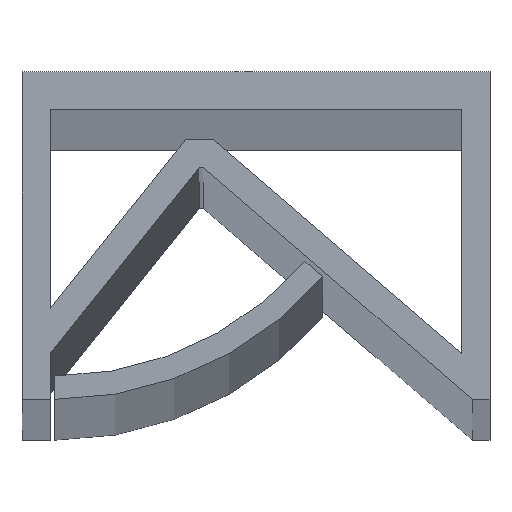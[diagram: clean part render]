
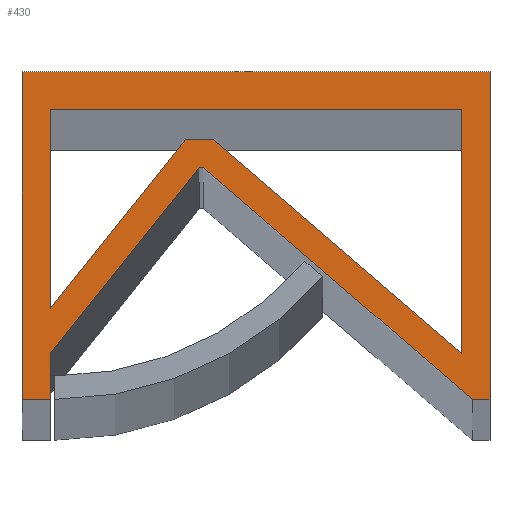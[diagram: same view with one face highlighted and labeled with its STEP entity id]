
A CAD part, top view. The second image highlights one B-rep face of the part: STEP entity #430.
In plain terms, the highlighted planar face has unit normal (0, 0, 1).
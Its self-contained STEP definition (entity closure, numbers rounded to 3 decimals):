
#15=FACE_BOUND('',#70,.T.);
#46=FACE_OUTER_BOUND('',#69,.T.);
#69=EDGE_LOOP('',(#358,#359,#360,#361,#362,#363,#364,#365,#366));
#70=EDGE_LOOP('',(#367,#368,#369,#370,#371,#372));
#83=LINE('',#617,#136);
#86=LINE('',#623,#139);
#89=LINE('',#629,#142);
#92=LINE('',#635,#145);
#95=LINE('',#641,#148);
#98=LINE('',#645,#151);
#101=LINE('',#653,#154);
#104=LINE('',#659,#157);
#107=LINE('',#665,#160);
#110=LINE('',#671,#163);
#113=LINE('',#677,#166);
#116=LINE('',#683,#169);
#119=LINE('',#689,#172);
#122=LINE('',#695,#175);
#125=LINE('',#699,#178);
#136=VECTOR('',#508,10.);
#139=VECTOR('',#513,10.);
#142=VECTOR('',#518,10.);
#145=VECTOR('',#523,10.);
#148=VECTOR('',#528,10.);
#151=VECTOR('',#533,10.);
#154=VECTOR('',#538,10.);
#157=VECTOR('',#543,10.);
#160=VECTOR('',#548,10.);
#163=VECTOR('',#553,10.);
#166=VECTOR('',#558,10.);
#169=VECTOR('',#563,10.);
#172=VECTOR('',#568,10.);
#175=VECTOR('',#573,10.);
#178=VECTOR('',#578,10.);
#189=VERTEX_POINT('',#614);
#190=VERTEX_POINT('',#616);
#192=VERTEX_POINT('',#622);
#194=VERTEX_POINT('',#628);
#196=VERTEX_POINT('',#634);
#198=VERTEX_POINT('',#640);
#201=VERTEX_POINT('',#650);
#202=VERTEX_POINT('',#652);
#204=VERTEX_POINT('',#658);
#206=VERTEX_POINT('',#664);
#208=VERTEX_POINT('',#670);
#210=VERTEX_POINT('',#676);
#212=VERTEX_POINT('',#682);
#214=VERTEX_POINT('',#688);
#216=VERTEX_POINT('',#694);
#231=EDGE_CURVE('',#190,#189,#83,.T.);
#234=EDGE_CURVE('',#192,#190,#86,.T.);
#237=EDGE_CURVE('',#194,#192,#89,.T.);
#240=EDGE_CURVE('',#196,#194,#92,.T.);
#243=EDGE_CURVE('',#198,#196,#95,.T.);
#246=EDGE_CURVE('',#189,#198,#98,.T.);
#249=EDGE_CURVE('',#202,#201,#101,.T.);
#252=EDGE_CURVE('',#204,#202,#104,.T.);
#255=EDGE_CURVE('',#206,#204,#107,.T.);
#258=EDGE_CURVE('',#208,#206,#110,.T.);
#261=EDGE_CURVE('',#210,#208,#113,.T.);
#264=EDGE_CURVE('',#212,#210,#116,.T.);
#267=EDGE_CURVE('',#214,#212,#119,.T.);
#270=EDGE_CURVE('',#216,#214,#122,.T.);
#273=EDGE_CURVE('',#201,#216,#125,.T.);
#358=ORIENTED_EDGE('',*,*,#273,.T.);
#359=ORIENTED_EDGE('',*,*,#270,.T.);
#360=ORIENTED_EDGE('',*,*,#267,.T.);
#361=ORIENTED_EDGE('',*,*,#264,.T.);
#362=ORIENTED_EDGE('',*,*,#261,.T.);
#363=ORIENTED_EDGE('',*,*,#258,.T.);
#364=ORIENTED_EDGE('',*,*,#255,.T.);
#365=ORIENTED_EDGE('',*,*,#252,.T.);
#366=ORIENTED_EDGE('',*,*,#249,.T.);
#367=ORIENTED_EDGE('',*,*,#246,.T.);
#368=ORIENTED_EDGE('',*,*,#243,.T.);
#369=ORIENTED_EDGE('',*,*,#240,.T.);
#370=ORIENTED_EDGE('',*,*,#237,.T.);
#371=ORIENTED_EDGE('',*,*,#234,.T.);
#372=ORIENTED_EDGE('',*,*,#231,.T.);
#407=PLANE('',#472);
#430=ADVANCED_FACE('',(#46,#15),#407,.T.);
#472=AXIS2_PLACEMENT_3D('',#700,#579,#580);
#508=DIRECTION('',(0.,1.,0.));
#513=DIRECTION('',(-0.626,-0.78,0.));
#518=DIRECTION('',(-1.,0.,0.));
#523=DIRECTION('',(-0.758,0.653,0.));
#528=DIRECTION('',(0.,-1.,0.));
#533=DIRECTION('',(1.,0.,0.));
#538=DIRECTION('',(0.,1.,0.));
#543=DIRECTION('',(1.,0.,0.));
#548=DIRECTION('',(0.758,-0.653,0.));
#553=DIRECTION('',(1.,0.,0.));
#558=DIRECTION('',(0.626,0.78,0.));
#563=DIRECTION('',(0.,1.,0.));
#568=DIRECTION('',(1.,0.,0.));
#573=DIRECTION('',(0.,-1.,0.));
#578=DIRECTION('',(-1.,0.,0.));
#579=DIRECTION('center_axis',(0.,0.,1.));
#580=DIRECTION('ref_axis',(1.,0.,0.));
#614=CARTESIAN_POINT('',(-8.8,-1.6,1000.));
#616=CARTESIAN_POINT('',(-8.8,-10.132,1000.));
#617=CARTESIAN_POINT('',(-8.8,-10.132,1000.));
#622=CARTESIAN_POINT('',(-3.,-2.9,1000.));
#623=CARTESIAN_POINT('',(-3.,-2.9,1000.));
#628=CARTESIAN_POINT('',(-1.8,-2.9,1000.));
#629=CARTESIAN_POINT('',(-1.8,-2.9,1000.));
#634=CARTESIAN_POINT('',(8.8,-12.034,1000.));
#635=CARTESIAN_POINT('',(8.8,-12.034,1000.));
#640=CARTESIAN_POINT('',(8.8,-1.6,1000.));
#641=CARTESIAN_POINT('',(8.8,-1.6,1000.));
#645=CARTESIAN_POINT('',(-8.8,-1.6,1000.));
#650=CARTESIAN_POINT('',(10.,0.,1000.));
#652=CARTESIAN_POINT('',(10.,-14.,1000.));
#653=CARTESIAN_POINT('',(10.,-14.,1000.));
#658=CARTESIAN_POINT('',(9.244,-14.,1000.));
#659=CARTESIAN_POINT('',(9.244,-14.,1000.));
#664=CARTESIAN_POINT('',(-2.246,-4.1,1000.));
#665=CARTESIAN_POINT('',(-2.246,-4.1,1000.));
#670=CARTESIAN_POINT('',(-2.424,-4.1,1000.));
#671=CARTESIAN_POINT('',(-2.424,-4.1,1000.));
#676=CARTESIAN_POINT('',(-8.8,-12.05,1000.));
#677=CARTESIAN_POINT('',(-8.8,-12.05,1000.));
#682=CARTESIAN_POINT('',(-8.8,-14.,1000.));
#683=CARTESIAN_POINT('',(-8.8,-14.,1000.));
#688=CARTESIAN_POINT('',(-10.,-14.,1000.));
#689=CARTESIAN_POINT('',(-10.,-14.,1000.));
#694=CARTESIAN_POINT('',(-10.,0.,1000.));
#695=CARTESIAN_POINT('',(-10.,0.,1000.));
#699=CARTESIAN_POINT('',(-5.,0.,1000.));
#700=CARTESIAN_POINT('Origin',(0.,-7.,1000.));
